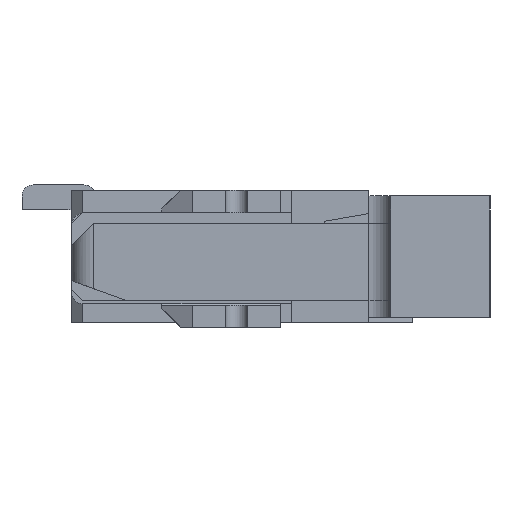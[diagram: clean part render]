
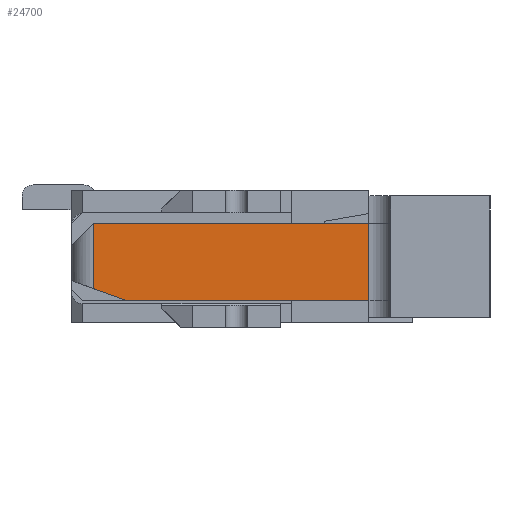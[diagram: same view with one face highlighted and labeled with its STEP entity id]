
A CAD part, left-side view. The second image highlights one B-rep face of the part: STEP entity #24700.
In plain terms, the highlighted planar face has unit normal (-1, 0, 0).
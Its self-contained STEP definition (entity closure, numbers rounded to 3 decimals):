
#7315=ORIENTED_EDGE('',*,*,#11330,.F.);
#7316=ORIENTED_EDGE('',*,*,#11340,.T.);
#7317=ORIENTED_EDGE('',*,*,#11341,.T.);
#7318=ORIENTED_EDGE('',*,*,#11339,.T.);
#7319=ORIENTED_EDGE('',*,*,#11342,.T.);
#11330=EDGE_CURVE('',#13826,#13827,#16990,.T.);
#11339=EDGE_CURVE('',#13830,#13832,#16997,.T.);
#11340=EDGE_CURVE('',#13826,#13833,#16998,.F.);
#11341=EDGE_CURVE('',#13833,#13830,#16999,.T.);
#11342=EDGE_CURVE('',#13832,#13827,#17000,.T.);
#13826=VERTEX_POINT('',#39312);
#13827=VERTEX_POINT('',#39314);
#13830=VERTEX_POINT('',#39325);
#13832=VERTEX_POINT('',#39329);
#13833=VERTEX_POINT('',#39333);
#16990=LINE('',#39313,#20197);
#16997=LINE('',#39330,#20204);
#16998=LINE('',#39332,#20205);
#16999=LINE('',#39334,#20206);
#17000=LINE('',#39335,#20207);
#20197=VECTOR('',#32103,1000.);
#20204=VECTOR('',#32118,1000.);
#20205=VECTOR('',#32121,1000.);
#20206=VECTOR('',#32122,1000.);
#20207=VECTOR('',#32123,1000.);
#21478=EDGE_LOOP('',(#7315,#7316,#7317,#7318,#7319));
#22623=FACE_BOUND('',#21478,.T.);
#23604=PLANE('',#26239);
#24700=ADVANCED_FACE('',(#22623),#23604,.F.);
#26239=AXIS2_PLACEMENT_3D('',#39331,#32119,#32120);
#32103=DIRECTION('',(0.,1.,0.));
#32118=DIRECTION('',(0.,1.,0.));
#32119=DIRECTION('',(1.,0.,0.));
#32120=DIRECTION('',(0.,0.,-1.));
#32121=DIRECTION('',(0.,0.,-1.));
#32122=DIRECTION('',(0.,0.94,0.342));
#32123=DIRECTION('',(0.,0.,-1.));
#39312=CARTESIAN_POINT('',(-10.65,-3.15,-0.3));
#39313=CARTESIAN_POINT('',(-10.65,-3.35,-0.3));
#39314=CARTESIAN_POINT('',(-10.65,-0.65,-0.3));
#39325=CARTESIAN_POINT('',(-10.65,-2.85,0.4));
#39329=CARTESIAN_POINT('',(-10.65,-0.65,0.4));
#39330=CARTESIAN_POINT('',(-10.65,-3.35,0.4));
#39331=CARTESIAN_POINT('',(-10.65,-3.35,0.4));
#39332=CARTESIAN_POINT('',(-10.65,-3.15,0.218));
#39333=CARTESIAN_POINT('',(-10.65,-3.15,0.291));
#39334=CARTESIAN_POINT('',(-10.65,-3.35,0.218));
#39335=CARTESIAN_POINT('',(-10.65,-0.65,0.4));
